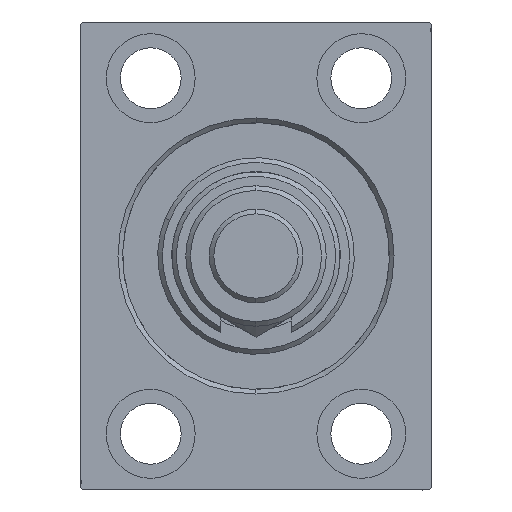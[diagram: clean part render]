
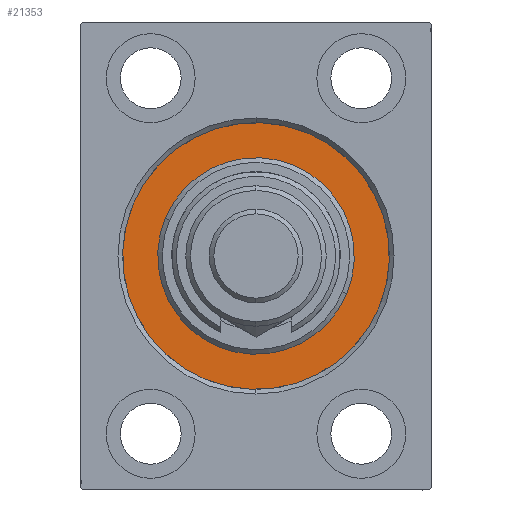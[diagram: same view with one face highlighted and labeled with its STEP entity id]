
A CAD part, left-side view. The second image highlights one B-rep face of the part: STEP entity #21353.
In plain terms, the highlighted face is planar.
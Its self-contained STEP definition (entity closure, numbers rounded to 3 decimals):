
#378 = EDGE_LOOP ( 'NONE', ( #14850, #8623 ) ) ;
#1552 = VERTEX_POINT ( 'NONE', #38583 ) ;
#2857 = DIRECTION ( 'NONE',  ( 0., 0., 1. ) ) ;
#3555 = PLANE ( 'NONE',  #18135 ) ;
#6681 = CARTESIAN_POINT ( 'NONE',  ( 0., 0., 0. ) ) ;
#6719 = CARTESIAN_POINT ( 'NONE',  ( 0., 0., 0. ) ) ;
#6870 = CIRCLE ( 'NONE', #38205, 21. ) ;
#6918 = CARTESIAN_POINT ( 'NONE',  ( 0., 0., 0. ) ) ;
#8623 = ORIENTED_EDGE ( 'NONE', *, *, #30804, .F. ) ;
#11160 = CARTESIAN_POINT ( 'NONE',  ( 0., 0., -28.5 ) ) ;
#14560 = DIRECTION ( 'NONE',  ( 0., 0., 1. ) ) ;
#14850 = ORIENTED_EDGE ( 'NONE', *, *, #28419, .F. ) ;
#14911 = CARTESIAN_POINT ( 'NONE',  ( 0., 0., 0. ) ) ;
#16257 = DIRECTION ( 'NONE',  ( 0., 0., -1. ) ) ;
#17443 = DIRECTION ( 'NONE',  ( -1., 0., 0. ) ) ;
#17499 = CARTESIAN_POINT ( 'NONE',  ( 0., 0., 28.5 ) ) ;
#18135 = AXIS2_PLACEMENT_3D ( 'NONE', #6681, #17443, #14560 ) ;
#18413 = CIRCLE ( 'NONE', #26076, 28.5 ) ;
#20934 = VERTEX_POINT ( 'NONE', #27857 ) ;
#21353 = ADVANCED_FACE ( 'NONE', ( #28441, #36319 ), #3555, .F. ) ;
#21756 = DIRECTION ( 'NONE',  ( -1., 0., 0. ) ) ;
#22335 = DIRECTION ( 'NONE',  ( -1., 0., 0. ) ) ;
#23219 = CARTESIAN_POINT ( 'NONE',  ( 0., 0., 0. ) ) ;
#23405 = EDGE_CURVE ( 'NONE', #1552, #20934, #44958, .T. ) ;
#26076 = AXIS2_PLACEMENT_3D ( 'NONE', #6918, #21756, #2857 ) ;
#26160 = DIRECTION ( 'NONE',  ( 0., 0., 1. ) ) ;
#27102 = EDGE_LOOP ( 'NONE', ( #31383, #43055 ) ) ;
#27857 = CARTESIAN_POINT ( 'NONE',  ( 0., 0., 21. ) ) ;
#27889 = EDGE_CURVE ( 'NONE', #20934, #1552, #6870, .T. ) ;
#28419 = EDGE_CURVE ( 'NONE', #45041, #45508, #32847, .T. ) ;
#28441 = FACE_BOUND ( 'NONE', #27102, .T. ) ;
#29915 = DIRECTION ( 'NONE',  ( 1., 0., 0. ) ) ;
#30804 = EDGE_CURVE ( 'NONE', #45508, #45041, #18413, .T. ) ;
#31383 = ORIENTED_EDGE ( 'NONE', *, *, #27889, .F. ) ;
#32847 = CIRCLE ( 'NONE', #43528, 28.5 ) ;
#36319 = FACE_OUTER_BOUND ( 'NONE', #378, .T. ) ;
#38205 = AXIS2_PLACEMENT_3D ( 'NONE', #23219, #29915, #16257 ) ;
#38583 = CARTESIAN_POINT ( 'NONE',  ( 0., 0., -21. ) ) ;
#43055 = ORIENTED_EDGE ( 'NONE', *, *, #23405, .F. ) ;
#43282 = DIRECTION ( 'NONE',  ( 0., 0., -1. ) ) ;
#43528 = AXIS2_PLACEMENT_3D ( 'NONE', #14911, #22335, #26160 ) ;
#44958 = CIRCLE ( 'NONE', #46476, 21. ) ;
#45041 = VERTEX_POINT ( 'NONE', #11160 ) ;
#45508 = VERTEX_POINT ( 'NONE', #17499 ) ;
#46420 = DIRECTION ( 'NONE',  ( 1., 0., 0. ) ) ;
#46476 = AXIS2_PLACEMENT_3D ( 'NONE', #6719, #46420, #43282 ) ;
